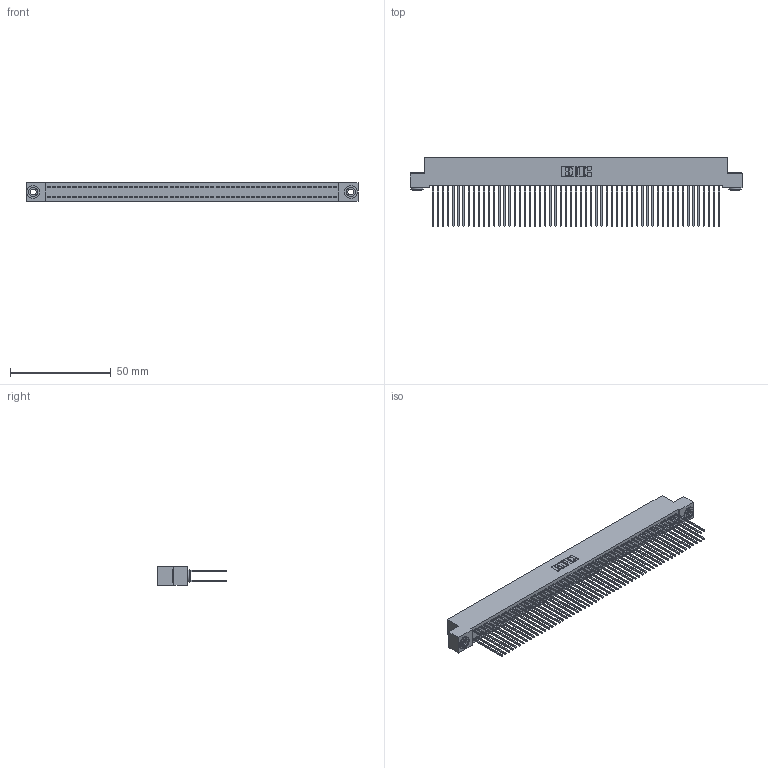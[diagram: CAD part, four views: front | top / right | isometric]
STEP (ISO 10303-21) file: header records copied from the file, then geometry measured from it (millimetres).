
FILE_DESCRIPTION (( 'STEP AP203' ), '1' );
FILE_NAME ('342-114-541-203.STEP', '2019-10-04T21:35:10', ( '' ), ( '' ), 'SwSTEP 2.0', 'SolidWorks 2016', '' );
FILE_SCHEMA (( 'CONFIG_CONTROL_DESIGN' ));
Length unit declared in the file: inch
Products named in the file (4): 342-250-002_345-250-002-102; 342-114-541-203; 342 Part_.156 TH; 345-292-001_345-293-141
Assembly tree (117 placements, depth 2):
  342-114-541-203
    342 Part_.156 TH
    345-292-001_345-293-141  x114
    342-250-002_345-250-002-102  x2
Bounding box: 165.1 x 34.3 x 9.4 mm (x, y, z)
Volume: 15582 mm3; surface area: 28904.9 mm2
Topology: 117 solids, 117 shells, 6076 faces, 18045 edges, 11874 vertices
Faces by surface type: plane 4180, cylinder 1888, cone 8
Entity records: 35266 total; most frequent: CARTESIAN_POINT 5801, ORIENTED_EDGE 5730, DIRECTION 4963, EDGE_CURVE 2865, VECTOR 2713, LINE 2713, VERTEX_POINT 1906, AXIS2_PLACEMENT_3D 1125
